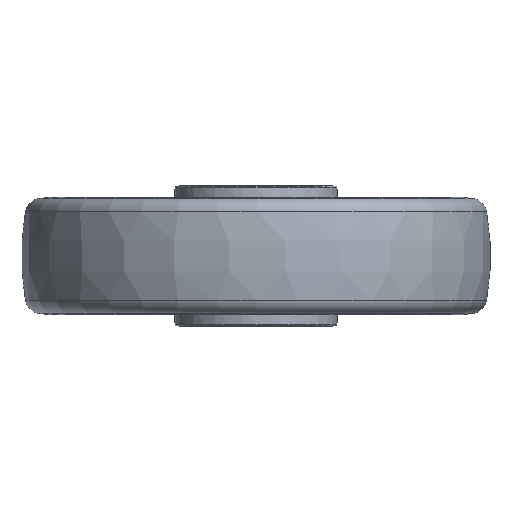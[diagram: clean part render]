
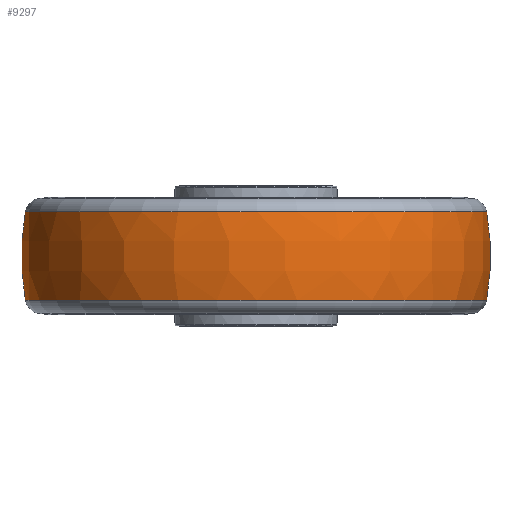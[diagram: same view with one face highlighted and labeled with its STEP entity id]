
A CAD part, front view. The second image highlights one B-rep face of the part: STEP entity #9297.
In plain terms, the highlighted toroidal (fillet/blend) face has major radius 10 mm and minor radius 110 mm.
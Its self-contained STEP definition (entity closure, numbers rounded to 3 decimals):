
#317 = CARTESIAN_POINT ( 'NONE',  ( 91.853, 31.014, 0. ) ) ;
#521 = VERTEX_POINT ( 'NONE', #5958 ) ;
#679 = DIRECTION ( 'NONE',  ( 0., 0., 1. ) ) ;
#1183 = CIRCLE ( 'NONE', #10431, 98.372 ) ;
#1201 = DIRECTION ( 'NONE',  ( 1., 0.004, 0. ) ) ;
#1316 = ORIENTED_EDGE ( 'NONE', *, *, #6187, .F. ) ;
#1706 = EDGE_LOOP ( 'NONE', ( #6373, #4851, #4195, #1316 ) ) ;
#2309 = CIRCLE ( 'NONE', #9527, 110. ) ;
#2445 = DIRECTION ( 'NONE',  ( 0.004, -1., 0. ) ) ;
#3339 = AXIS2_PLACEMENT_3D ( 'NONE', #7678, #2445, #8549 ) ;
#3470 = CARTESIAN_POINT ( 'NONE',  ( -16.518, 30.532, -18.854 ) ) ;
#3640 = CARTESIAN_POINT ( 'NONE',  ( 81.853, 30.969, -18.854 ) ) ;
#4174 = VERTEX_POINT ( 'NONE', #9091 ) ;
#4195 = ORIENTED_EDGE ( 'NONE', *, *, #11298, .T. ) ;
#4546 = DIRECTION ( 'NONE',  ( 1., 0.004, 0. ) ) ;
#4633 = VERTEX_POINT ( 'NONE', #5825 ) ;
#4851 = ORIENTED_EDGE ( 'NONE', *, *, #4953, .T. ) ;
#4953 = EDGE_CURVE ( 'NONE', #5822, #521, #7282, .T. ) ;
#4991 = DIRECTION ( 'NONE',  ( 1., 0.004, 0. ) ) ;
#5822 = VERTEX_POINT ( 'NONE', #3470 ) ;
#5825 = CARTESIAN_POINT ( 'NONE',  ( 180.224, 31.406, 18.854 ) ) ;
#5937 = CARTESIAN_POINT ( 'NONE',  ( 81.853, 30.969, 18.854 ) ) ;
#5958 = CARTESIAN_POINT ( 'NONE',  ( 180.224, 31.406, -18.854 ) ) ;
#6187 = EDGE_CURVE ( 'NONE', #4174, #4633, #1183, .T. ) ;
#6373 = ORIENTED_EDGE ( 'NONE', *, *, #9603, .F. ) ;
#6470 = DIRECTION ( 'NONE',  ( -0.004, 1., 0. ) ) ;
#6719 = FACE_OUTER_BOUND ( 'NONE', #1706, .T. ) ;
#6811 = DIRECTION ( 'NONE',  ( 1., 0.004, 0. ) ) ;
#7282 = CIRCLE ( 'NONE', #9712, 98.372 ) ;
#7535 = CARTESIAN_POINT ( 'NONE',  ( 81.853, 30.969, 0. ) ) ;
#7678 = CARTESIAN_POINT ( 'NONE',  ( 71.853, 30.925, 0. ) ) ;
#8213 = TOROIDAL_SURFACE ( 'NONE', #9608, -10., 110. ) ;
#8549 = DIRECTION ( 'NONE',  ( -1., -0.004, 0. ) ) ;
#9091 = CARTESIAN_POINT ( 'NONE',  ( -16.518, 30.532, 18.854 ) ) ;
#9297 = ADVANCED_FACE ( 'NONE', ( #6719 ), #8213, .T. ) ;
#9527 = AXIS2_PLACEMENT_3D ( 'NONE', #317, #6470, #1201 ) ;
#9603 = EDGE_CURVE ( 'NONE', #5822, #4174, #2309, .T. ) ;
#9608 = AXIS2_PLACEMENT_3D ( 'NONE', #7535, #10210, #4991 ) ;
#9712 = AXIS2_PLACEMENT_3D ( 'NONE', #3640, #9753, #4546 ) ;
#9753 = DIRECTION ( 'NONE',  ( 0., 0., 1. ) ) ;
#9938 = CIRCLE ( 'NONE', #3339, 110. ) ;
#10210 = DIRECTION ( 'NONE',  ( 0., 0., 1. ) ) ;
#10431 = AXIS2_PLACEMENT_3D ( 'NONE', #5937, #679, #6811 ) ;
#11298 = EDGE_CURVE ( 'NONE', #521, #4633, #9938, .T. ) ;
